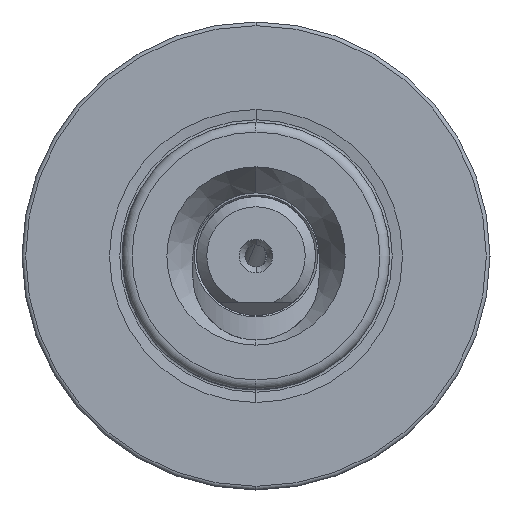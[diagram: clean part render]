
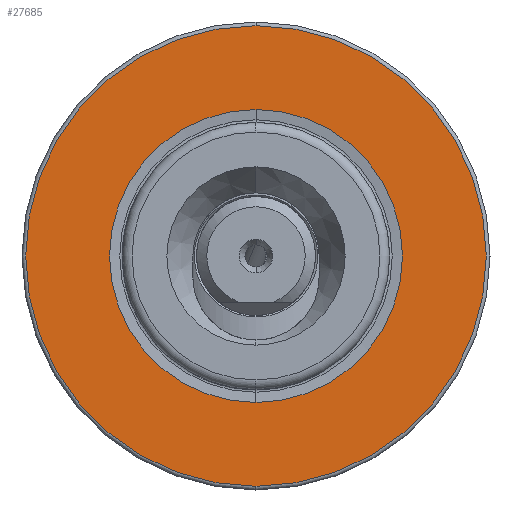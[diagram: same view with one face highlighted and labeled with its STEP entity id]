
A CAD part, left-side view. The second image highlights one B-rep face of the part: STEP entity #27685.
In plain terms, the highlighted planar face has unit normal (-1, 0, 0).
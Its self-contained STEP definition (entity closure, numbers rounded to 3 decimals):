
#425 = AXIS2_PLACEMENT_3D ( 'NONE', #37747, #19419, #45062 ) ;
#3749 = CARTESIAN_POINT ( 'NONE',  ( 0., 0., 0. ) ) ;
#5222 = EDGE_CURVE ( 'NONE', #33885, #8660, #22854, .T. ) ;
#7448 = DIRECTION ( 'NONE',  ( 0., 0., 1. ) ) ;
#8660 = VERTEX_POINT ( 'NONE', #10444 ) ;
#10444 = CARTESIAN_POINT ( 'NONE',  ( 0., 0., 31. ) ) ;
#13198 = EDGE_CURVE ( 'NONE', #37944, #38339, #23874, .T. ) ;
#13375 = DIRECTION ( 'NONE',  ( -1., 0., 0. ) ) ;
#18107 = EDGE_CURVE ( 'NONE', #8660, #33885, #31588, .T. ) ;
#19419 = DIRECTION ( 'NONE',  ( 1., 0., 0. ) ) ;
#19450 = EDGE_LOOP ( 'NONE', ( #31955, #47634 ) ) ;
#19519 = DIRECTION ( 'NONE',  ( -1., 0., 0. ) ) ;
#20602 = FACE_OUTER_BOUND ( 'NONE', #29232, .T. ) ;
#21897 = ORIENTED_EDGE ( 'NONE', *, *, #18107, .T. ) ;
#21977 = CARTESIAN_POINT ( 'NONE',  ( 0., 0., -31. ) ) ;
#22854 = CIRCLE ( 'NONE', #30687, 31. ) ;
#23874 = CIRCLE ( 'NONE', #24625, 19.715 ) ;
#24625 = AXIS2_PLACEMENT_3D ( 'NONE', #3749, #29493, #7448 ) ;
#25776 = AXIS2_PLACEMENT_3D ( 'NONE', #41503, #19519, #45160 ) ;
#27685 = ADVANCED_FACE ( 'NONE', ( #30414, #20602 ), #34082, .F. ) ;
#29232 = EDGE_LOOP ( 'NONE', ( #21897, #38104 ) ) ;
#29493 = DIRECTION ( 'NONE',  ( -1., 0., 0. ) ) ;
#30036 = DIRECTION ( 'NONE',  ( 0., 0., 1. ) ) ;
#30233 = EDGE_CURVE ( 'NONE', #38339, #37944, #43956, .T. ) ;
#30414 = FACE_BOUND ( 'NONE', #19450, .T. ) ;
#30687 = AXIS2_PLACEMENT_3D ( 'NONE', #38046, #30887, #30036 ) ;
#30887 = DIRECTION ( 'NONE',  ( -1., 0., 0. ) ) ;
#31588 = CIRCLE ( 'NONE', #25776, 31. ) ;
#31955 = ORIENTED_EDGE ( 'NONE', *, *, #13198, .F. ) ;
#32592 = AXIS2_PLACEMENT_3D ( 'NONE', #35349, #13375, #38985 ) ;
#33885 = VERTEX_POINT ( 'NONE', #21977 ) ;
#34082 = PLANE ( 'NONE',  #425 ) ;
#35349 = CARTESIAN_POINT ( 'NONE',  ( 0., 0., 0. ) ) ;
#35514 = CARTESIAN_POINT ( 'NONE',  ( 0., 0., -19.715 ) ) ;
#37747 = CARTESIAN_POINT ( 'NONE',  ( 0., 19.715, 0. ) ) ;
#37944 = VERTEX_POINT ( 'NONE', #39551 ) ;
#38046 = CARTESIAN_POINT ( 'NONE',  ( 0., 0., 0. ) ) ;
#38104 = ORIENTED_EDGE ( 'NONE', *, *, #5222, .T. ) ;
#38339 = VERTEX_POINT ( 'NONE', #35514 ) ;
#38985 = DIRECTION ( 'NONE',  ( 0., 0., 1. ) ) ;
#39551 = CARTESIAN_POINT ( 'NONE',  ( 0., 0., 19.715 ) ) ;
#41503 = CARTESIAN_POINT ( 'NONE',  ( 0., 0., 0. ) ) ;
#43956 = CIRCLE ( 'NONE', #32592, 19.715 ) ;
#45062 = DIRECTION ( 'NONE',  ( 0., 0., -1. ) ) ;
#45160 = DIRECTION ( 'NONE',  ( 0., 0., 1. ) ) ;
#47634 = ORIENTED_EDGE ( 'NONE', *, *, #30233, .F. ) ;
